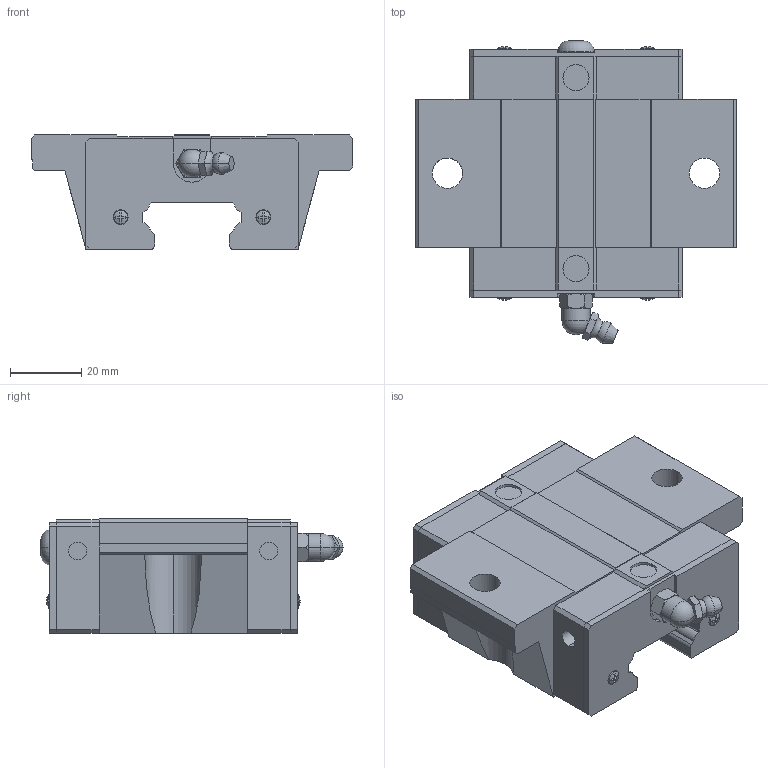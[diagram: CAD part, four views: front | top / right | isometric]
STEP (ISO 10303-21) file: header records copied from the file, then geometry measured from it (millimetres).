
FILE_DESCRIPTION(('STEP AP214'),'1');
FILE_NAME('cctmp_AEB83F87-B382-40FE-A46D-E5F39F497304_2024_08_08_16_41_56_0381..stp','2024-08-08T14:41:56',('HIWIN GmbH'),('CADClick - www.CADClick.com'),'Spatial InterOp 3D',' ','unknown authorization');
FILE_SCHEMA(('AUTOMOTIVE_DESIGN'));
Length unit declared in the file: millimetre
Products named in the file (1): EGW30SCZ0C_FILE
Bounding box: 90 x 84.61 x 32 mm (x, y, z)
Volume: 122248.5 mm3; surface area: 22975.8 mm2
Topology: 1 solids, 5 shells, 336 faces, 886 edges, 574 vertices
Faces by surface type: plane 202, cylinder 76, cone 38, torus 18, sphere 2
Entity records: 13254 total; most frequent: CARTESIAN_POINT 2331, ORIENTED_EDGE 1768, DIRECTION 1668, EDGE_CURVE 884, VERTEX_POINT 574, AXIS2_PLACEMENT_3D 563, LINE 542, VECTOR 542
